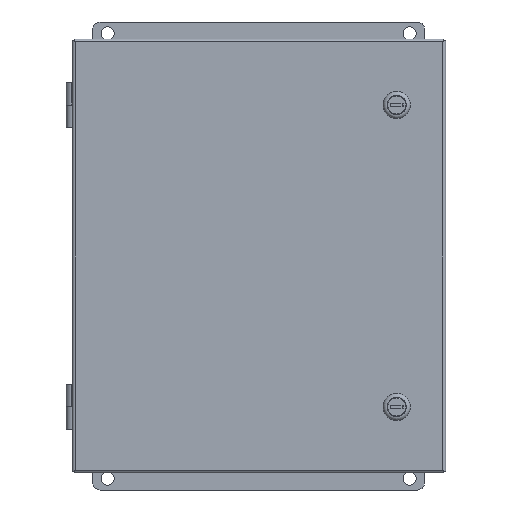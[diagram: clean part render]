
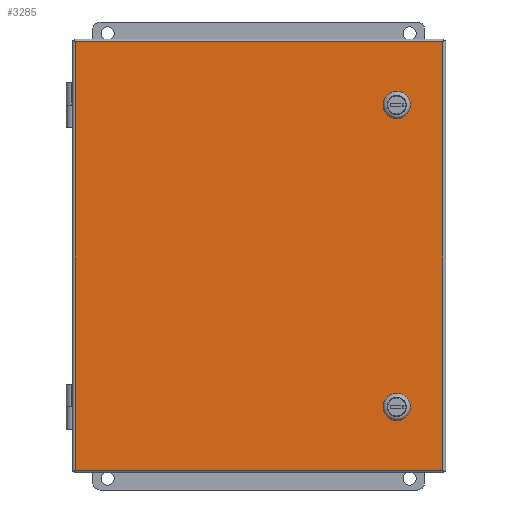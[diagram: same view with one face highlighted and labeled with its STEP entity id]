
A CAD part, front view. The second image highlights one B-rep face of the part: STEP entity #3285.
In plain terms, the highlighted planar face has unit normal (0, -1, 0).
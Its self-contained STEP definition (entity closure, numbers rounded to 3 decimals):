
#3285 = ADVANCED_FACE( '', ( #6999, #7000, #7001 ), #7002, .T. );
#6999 = FACE_BOUND( '', #22548, .T. );
#7000 = FACE_BOUND( '', #22549, .T. );
#7001 = FACE_OUTER_BOUND( '', #22550, .T. );
#7002 = PLANE( '', #22551 );
#22548 = EDGE_LOOP( '', ( #47826, #47827, #47828, #47829 ) );
#22549 = EDGE_LOOP( '', ( #47830, #47831, #47832, #47833 ) );
#22550 = EDGE_LOOP( '', ( #47834, #47835, #47836, #47837 ) );
#22551 = AXIS2_PLACEMENT_3D( '', #47838, #47839, #47840 );
#47826 = ORIENTED_EDGE( '', *, *, #57295, .F. );
#47827 = ORIENTED_EDGE( '', *, *, #57296, .F. );
#47828 = ORIENTED_EDGE( '', *, *, #57297, .F. );
#47829 = ORIENTED_EDGE( '', *, *, #56657, .F. );
#47830 = ORIENTED_EDGE( '', *, *, #57298, .F. );
#47831 = ORIENTED_EDGE( '', *, *, #56860, .F. );
#47832 = ORIENTED_EDGE( '', *, *, #57299, .F. );
#47833 = ORIENTED_EDGE( '', *, *, #57300, .F. );
#47834 = ORIENTED_EDGE( '', *, *, #57292, .T. );
#47835 = ORIENTED_EDGE( '', *, *, #57301, .F. );
#47836 = ORIENTED_EDGE( '', *, *, #56841, .T. );
#47837 = ORIENTED_EDGE( '', *, *, #57075, .T. );
#47838 = CARTESIAN_POINT( '', ( -157.099, 0., -182.499 ) );
#47839 = DIRECTION( '', ( 0., -1., 0. ) );
#47840 = DIRECTION( '', ( 0., 0., -1. ) );
#56657 = EDGE_CURVE( '', #62567, #62569, #62570, .T. );
#56841 = EDGE_CURVE( '', #62830, #59555, #62834, .T. );
#56860 = EDGE_CURVE( '', #62862, #62864, #62865, .T. );
#57075 = EDGE_CURVE( '', #59555, #62955, #63158, .T. );
#57292 = EDGE_CURVE( '', #62955, #59295, #63441, .T. );
#57295 = EDGE_CURVE( '', #63444, #62567, #63445, .T. );
#57296 = EDGE_CURVE( '', #63446, #63444, #63447, .T. );
#57297 = EDGE_CURVE( '', #62569, #63446, #63448, .T. );
#57298 = EDGE_CURVE( '', #62864, #63449, #63450, .T. );
#57299 = EDGE_CURVE( '', #63451, #62862, #63452, .T. );
#57300 = EDGE_CURVE( '', #63449, #63451, #63453, .T. );
#57301 = EDGE_CURVE( '', #62830, #59295, #63454, .T. );
#59295 = VERTEX_POINT( '', #66701 );
#59555 = VERTEX_POINT( '', #67409 );
#62567 = VERTEX_POINT( '', #75556 );
#62569 = VERTEX_POINT( '', #75559 );
#62570 = LINE( '', #75560, #75561 );
#62830 = VERTEX_POINT( '', #76248 );
#62834 = LINE( '', #76252, #76253 );
#62862 = VERTEX_POINT( '', #76324 );
#62864 = VERTEX_POINT( '', #76327 );
#62865 = LINE( '', #76328, #76329 );
#62955 = VERTEX_POINT( '', #76532 );
#63158 = LINE( '', #77055, #77056 );
#63441 = LINE( '', #77741, #77742 );
#63444 = VERTEX_POINT( '', #77745 );
#63445 = CIRCLE( '', #77746, 9.716 );
#63446 = VERTEX_POINT( '', #77747 );
#63447 = LINE( '', #77748, #77749 );
#63448 = CIRCLE( '', #77750, 9.716 );
#63449 = VERTEX_POINT( '', #77751 );
#63450 = CIRCLE( '', #77752, 9.716 );
#63451 = VERTEX_POINT( '', #77753 );
#63452 = CIRCLE( '', #77754, 9.716 );
#63453 = LINE( '', #77755, #77756 );
#63454 = LINE( '', #77757, #77758 );
#66701 = CARTESIAN_POINT( '', ( 154.661, 0., 180.061 ) );
#67409 = CARTESIAN_POINT( '', ( -154.661, 0., -180.061 ) );
#75556 = CARTESIAN_POINT( '', ( 107.696, 0., 132.322 ) );
#75559 = CARTESIAN_POINT( '', ( 107.696, 0., 121.678 ) );
#75560 = CARTESIAN_POINT( '', ( 107.696, 0., 132.322 ) );
#75561 = VECTOR( '', #83042, 1000. );
#76248 = CARTESIAN_POINT( '', ( -154.661, 0., 180.061 ) );
#76252 = CARTESIAN_POINT( '', ( -154.661, 0., -182.499 ) );
#76253 = VECTOR( '', #83186, 1000. );
#76324 = CARTESIAN_POINT( '', ( 123.952, 0., -132.322 ) );
#76327 = CARTESIAN_POINT( '', ( 123.952, 0., -121.678 ) );
#76328 = CARTESIAN_POINT( '', ( 123.952, 0., -121.678 ) );
#76329 = VECTOR( '', #83197, 1000. );
#76532 = CARTESIAN_POINT( '', ( 154.661, 0., -180.061 ) );
#77055 = CARTESIAN_POINT( '', ( 157.099, 0., -180.061 ) );
#77056 = VECTOR( '', #83349, 1000. );
#77741 = CARTESIAN_POINT( '', ( 154.661, 0., 180.061 ) );
#77742 = VECTOR( '', #83510, 1000. );
#77745 = CARTESIAN_POINT( '', ( 123.952, 0., 132.322 ) );
#77746 = AXIS2_PLACEMENT_3D( '', #83514, #83515, #83516 );
#77747 = CARTESIAN_POINT( '', ( 123.952, 0., 121.678 ) );
#77748 = CARTESIAN_POINT( '', ( 123.952, 0., 132.322 ) );
#77749 = VECTOR( '', #83517, 1000. );
#77750 = AXIS2_PLACEMENT_3D( '', #83518, #83519, #83520 );
#77751 = CARTESIAN_POINT( '', ( 107.696, 0., -121.678 ) );
#77752 = AXIS2_PLACEMENT_3D( '', #83521, #83522, #83523 );
#77753 = CARTESIAN_POINT( '', ( 107.696, 0., -132.322 ) );
#77754 = AXIS2_PLACEMENT_3D( '', #83524, #83525, #83526 );
#77755 = CARTESIAN_POINT( '', ( 107.696, 0., -121.678 ) );
#77756 = VECTOR( '', #83527, 1000. );
#77757 = CARTESIAN_POINT( '', ( -154.661, 0., 180.061 ) );
#77758 = VECTOR( '', #83528, 1000. );
#83042 = DIRECTION( '', ( 0., 0., -1. ) );
#83186 = DIRECTION( '', ( 0., 0., -1. ) );
#83197 = DIRECTION( '', ( 0., 0., 1. ) );
#83349 = DIRECTION( '', ( 1., 0., 0. ) );
#83510 = DIRECTION( '', ( 0., 0., 1. ) );
#83514 = CARTESIAN_POINT( '', ( 115.824, 0., 127. ) );
#83515 = DIRECTION( '', ( 0., -1., 0. ) );
#83516 = DIRECTION( '', ( 1., 0., 0. ) );
#83517 = DIRECTION( '', ( 0., 0., 1. ) );
#83518 = CARTESIAN_POINT( '', ( 115.824, 0., 127. ) );
#83519 = DIRECTION( '', ( 0., -1., 0. ) );
#83520 = DIRECTION( '', ( 1., 0., 0. ) );
#83521 = CARTESIAN_POINT( '', ( 115.824, 0., -127. ) );
#83522 = DIRECTION( '', ( 0., -1., 0. ) );
#83523 = DIRECTION( '', ( 1., 0., 0. ) );
#83524 = CARTESIAN_POINT( '', ( 115.824, 0., -127. ) );
#83525 = DIRECTION( '', ( 0., -1., 0. ) );
#83526 = DIRECTION( '', ( 1., 0., 0. ) );
#83527 = DIRECTION( '', ( 0., 0., -1. ) );
#83528 = DIRECTION( '', ( 1., 0., 0. ) );
